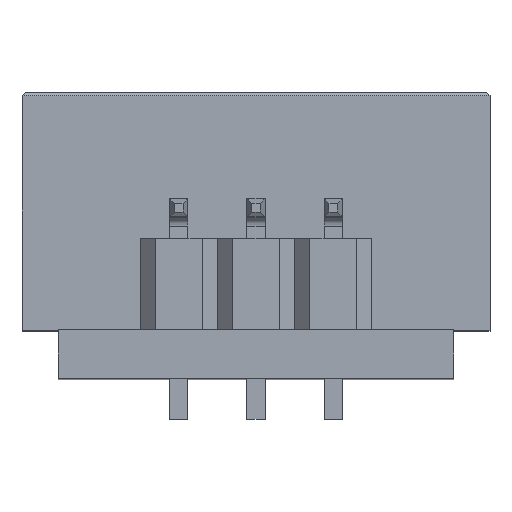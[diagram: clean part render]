
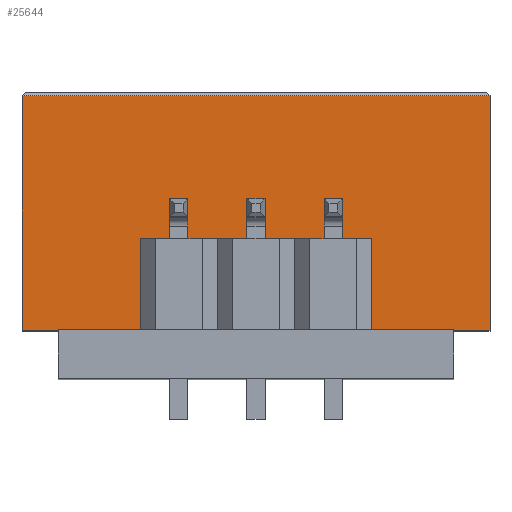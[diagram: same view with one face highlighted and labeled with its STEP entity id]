
A CAD part, top view. The second image highlights one B-rep face of the part: STEP entity #25644.
In plain terms, the highlighted planar face has unit normal (0, 0, 1).
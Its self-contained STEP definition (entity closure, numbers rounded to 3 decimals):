
#619 = EDGE_CURVE ( 'NONE', #25991, #10976, #11932, .T. ) ;
#1246 = CARTESIAN_POINT ( 'NONE',  ( -7.7, 0., 10.1 ) ) ;
#2381 = EDGE_CURVE ( 'NONE', #10976, #20047, #12056, .T. ) ;
#3171 = DIRECTION ( 'NONE',  ( 1., 0., 0. ) ) ;
#3872 = DIRECTION ( 'NONE',  ( -1., 0., 0. ) ) ;
#6759 = CARTESIAN_POINT ( 'NONE',  ( -7.7, 0., 10.1 ) ) ;
#6973 = CARTESIAN_POINT ( 'NONE',  ( -6.5, 0., 10.1 ) ) ;
#7748 = EDGE_CURVE ( 'NONE', #28745, #20047, #11774, .T. ) ;
#7749 = AXIS2_PLACEMENT_3D ( 'NONE', #30718, #10263, #21948 ) ;
#9169 = DIRECTION ( 'NONE',  ( 1., 0., 0. ) ) ;
#9357 = EDGE_CURVE ( 'NONE', #28745, #33620, #30062, .T. ) ;
#10042 = CARTESIAN_POINT ( 'NONE',  ( -7.7, 7.82, 10.1 ) ) ;
#10263 = DIRECTION ( 'NONE',  ( 0., 0., -1. ) ) ;
#10976 = VERTEX_POINT ( 'NONE', #34300 ) ;
#11444 = ORIENTED_EDGE ( 'NONE', *, *, #2381, .T. ) ;
#11774 = LINE ( 'NONE', #11965, #32979 ) ;
#11932 = LINE ( 'NONE', #6759, #27916 ) ;
#11965 = CARTESIAN_POINT ( 'NONE',  ( 7.7, 7.82, 10.1 ) ) ;
#12056 = LINE ( 'NONE', #29813, #20724 ) ;
#16055 = FACE_OUTER_BOUND ( 'NONE', #29087, .T. ) ;
#16653 = VECTOR ( 'NONE', #3872, 1000. ) ;
#16725 = ORIENTED_EDGE ( 'NONE', *, *, #7748, .F. ) ;
#17236 = EDGE_CURVE ( 'NONE', #33620, #23142, #36231, .T. ) ;
#17562 = LINE ( 'NONE', #29554, #30049 ) ;
#17681 = VECTOR ( 'NONE', #31085, 1000. ) ;
#17919 = DIRECTION ( 'NONE',  ( 0., -1., 0. ) ) ;
#19350 = EDGE_CURVE ( 'NONE', #23142, #25991, #17562, .T. ) ;
#19521 = CARTESIAN_POINT ( 'NONE',  ( 7.7, 7.72, 10.1 ) ) ;
#20047 = VERTEX_POINT ( 'NONE', #36978 ) ;
#20724 = VECTOR ( 'NONE', #9169, 1000. ) ;
#21948 = DIRECTION ( 'NONE',  ( 0., -1., 0. ) ) ;
#23142 = VERTEX_POINT ( 'NONE', #1246 ) ;
#25121 = ORIENTED_EDGE ( 'NONE', *, *, #619, .T. ) ;
#25644 = ADVANCED_FACE ( 'NONE', ( #16055 ), #33404, .F. ) ;
#25991 = VERTEX_POINT ( 'NONE', #6973 ) ;
#27032 = CARTESIAN_POINT ( 'NONE',  ( -7.7, 7.72, 10.1 ) ) ;
#27916 = VECTOR ( 'NONE', #35442, 1000. ) ;
#28745 = VERTEX_POINT ( 'NONE', #19521 ) ;
#29087 = EDGE_LOOP ( 'NONE', ( #16725, #33237, #29183, #31396, #25121, #11444 ) ) ;
#29183 = ORIENTED_EDGE ( 'NONE', *, *, #17236, .T. ) ;
#29554 = CARTESIAN_POINT ( 'NONE',  ( -7.7, 0., 10.1 ) ) ;
#29813 = CARTESIAN_POINT ( 'NONE',  ( -7.7, 0., 10.1 ) ) ;
#30049 = VECTOR ( 'NONE', #3171, 1000. ) ;
#30062 = LINE ( 'NONE', #27032, #16653 ) ;
#30718 = CARTESIAN_POINT ( 'NONE',  ( -7.7, 7.82, 10.1 ) ) ;
#31085 = DIRECTION ( 'NONE',  ( 0., -1., 0. ) ) ;
#31396 = ORIENTED_EDGE ( 'NONE', *, *, #19350, .T. ) ;
#32979 = VECTOR ( 'NONE', #17919, 1000. ) ;
#33237 = ORIENTED_EDGE ( 'NONE', *, *, #9357, .T. ) ;
#33404 = PLANE ( 'NONE',  #7749 ) ;
#33620 = VERTEX_POINT ( 'NONE', #34921 ) ;
#34300 = CARTESIAN_POINT ( 'NONE',  ( 6.5, 0., 10.1 ) ) ;
#34921 = CARTESIAN_POINT ( 'NONE',  ( -7.7, 7.72, 10.1 ) ) ;
#35442 = DIRECTION ( 'NONE',  ( 1., 0., 0. ) ) ;
#36231 = LINE ( 'NONE', #10042, #17681 ) ;
#36978 = CARTESIAN_POINT ( 'NONE',  ( 7.7, 0., 10.1 ) ) ;
